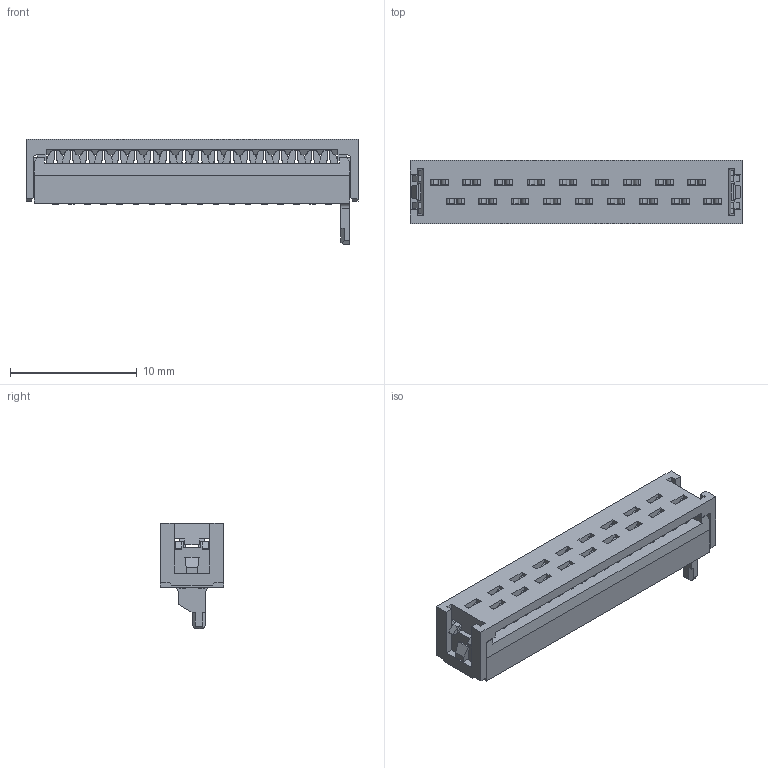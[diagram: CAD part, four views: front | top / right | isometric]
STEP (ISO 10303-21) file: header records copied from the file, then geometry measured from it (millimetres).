
FILE_DESCRIPTION((''),'2;1');
FILE_NAME('C-1-215083-8','2017-04-24T',('workeradm'),('Tyco Electronics Ltd.'),'CREO PARAMETRIC BY PTC INC, 2016050','CREO PARAMETRIC BY PTC INC, 2016050','');
FILE_SCHEMA(('AUTOMOTIVE_DESIGN { 1 0 10303 214 1 1 1 1 }'));
Length unit declared in the file: millimetre
Products named in the file (1): C-1-215083-8
Bounding box: 26.24 x 5 x 8.35 mm (x, y, z)
Volume: 356.4 mm3; surface area: 1171.4 mm2
Topology: 1 solids, 1 shells, 987 faces, 2872 edges, 1901 vertices
Faces by surface type: plane 709, cylinder 278
Entity records: 33296 total; most frequent: CARTESIAN_POINT 7196, ORIENTED_EDGE 5744, DIRECTION 4926, EDGE_CURVE 2872, VECTOR 2136, LINE 2136, VERTEX_POINT 1901, AXIS2_PLACEMENT_3D 1395
